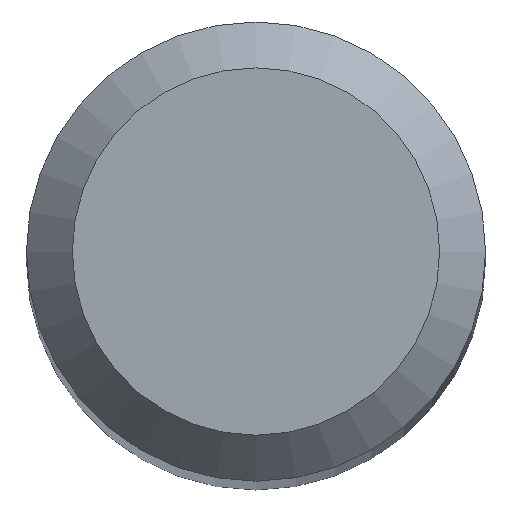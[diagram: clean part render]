
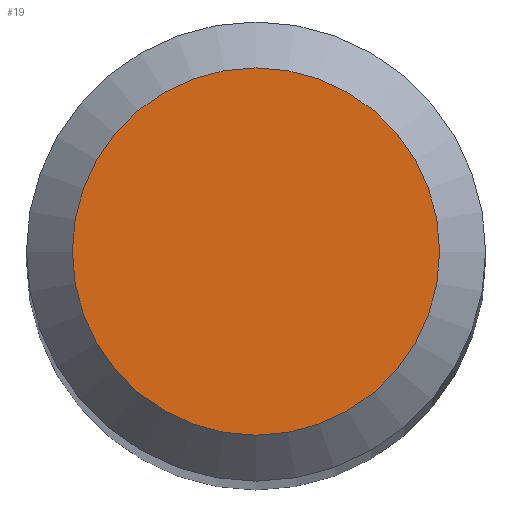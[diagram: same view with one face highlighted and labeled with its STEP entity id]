
A CAD part, top view. The second image highlights one B-rep face of the part: STEP entity #19.
In plain terms, the highlighted planar face has unit normal (0, 0, 1).
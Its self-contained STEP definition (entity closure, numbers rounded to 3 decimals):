
#6 = DIRECTION ( 'NONE',  ( 0., 1., 0. ) ) ;
#19 = ADVANCED_FACE ( 'NONE', ( #124 ), #29, .F. ) ;
#27 = DIRECTION ( 'NONE',  ( 0., 1., 0. ) ) ;
#29 = PLANE ( 'NONE',  #103 ) ;
#31 = CARTESIAN_POINT ( 'NONE',  ( 0., 0., 38. ) ) ;
#55 = EDGE_LOOP ( 'NONE', ( #141 ) ) ;
#61 = CIRCLE ( 'NONE', #65, 1.2 ) ;
#62 = CARTESIAN_POINT ( 'NONE',  ( 0., 0., 38. ) ) ;
#65 = AXIS2_PLACEMENT_3D ( 'NONE', #62, #81, #6 ) ;
#81 = DIRECTION ( 'NONE',  ( 0., 0., -1. ) ) ;
#101 = CARTESIAN_POINT ( 'NONE',  ( 0., 1.2, 38. ) ) ;
#103 = AXIS2_PLACEMENT_3D ( 'NONE', #31, #152, #27 ) ;
#124 = FACE_OUTER_BOUND ( 'NONE', #55, .T. ) ;
#126 = EDGE_CURVE ( 'NONE', #159, #159, #61, .T. ) ;
#141 = ORIENTED_EDGE ( 'NONE', *, *, #126, .F. ) ;
#152 = DIRECTION ( 'NONE',  ( 0., 0., -1. ) ) ;
#159 = VERTEX_POINT ( 'NONE', #101 ) ;
